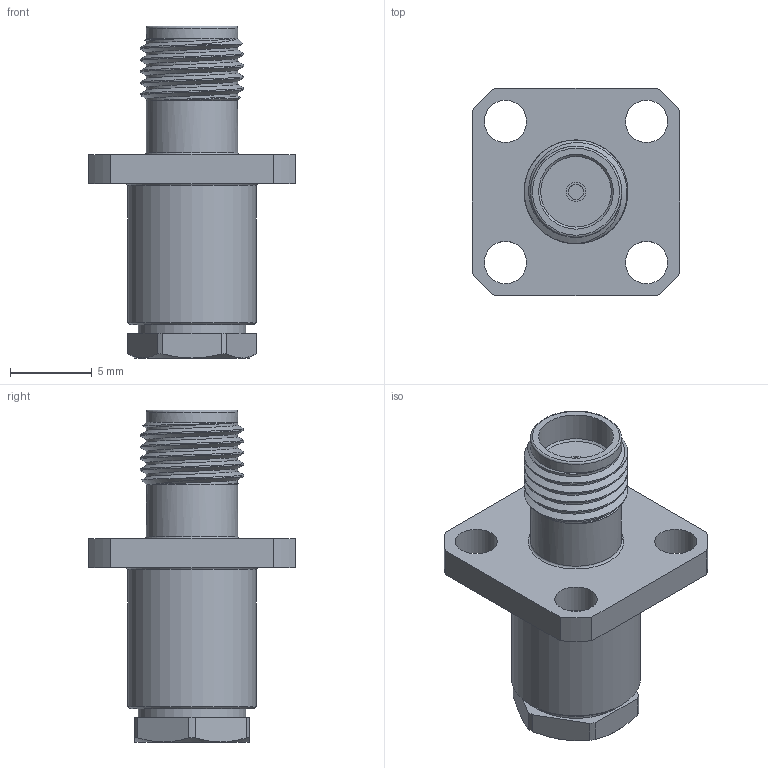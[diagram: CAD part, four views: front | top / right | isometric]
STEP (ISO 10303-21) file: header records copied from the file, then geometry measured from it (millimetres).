
FILE_DESCRIPTION (( 'STEP AP203' ), '1' );
FILE_NAME ('PE4034.step', '2019-11-08T15:16:02', ( '' ), ( '' ), 'SwSTEP 2.0', 'SolidWorks 2018', '' );
FILE_SCHEMA (( 'CONFIG_CONTROL_DESIGN' ));
Length unit declared in the file: inch
Products named in the file (1): PE4034
Bounding box: 12.7 x 12.7 x 20.32 mm (x, y, z)
Volume: 893.2 mm3; surface area: 939.4 mm2
Topology: 1 solids, 1 shells, 60 faces, 136 edges, 86 vertices
Faces by surface type: cylinder 23, plane 20, cone 11, bspline 3, torus 3
Full cylindrical faces by diameter (mm): 0.94 x1, 1.194 x1, 2.591 x5, 4.572 x1, 5.582 x2, 6.604 x1, 7.874 x1
Entity records: 2805 total; most frequent: CARTESIAN_POINT 1468, DIRECTION 262, ORIENTED_EDGE 230, EDGE_CURVE 115, AXIS2_PLACEMENT_3D 114, EDGE_LOOP 94, VERTEX_POINT 83, FACE_OUTER_BOUND 75
